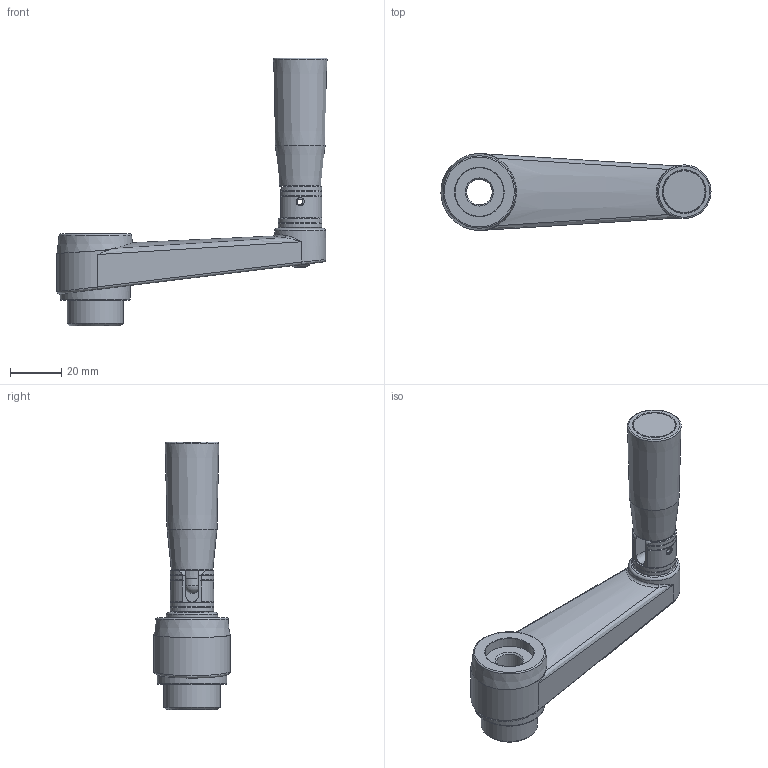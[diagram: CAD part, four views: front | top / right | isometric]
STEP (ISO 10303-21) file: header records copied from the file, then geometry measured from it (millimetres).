
FILE_DESCRIPTION( ( 'Unknown' ), '1' );
FILE_NAME( '6384330_MHP080_PGR.stp', 'Unknown', ( 'Unknown' ), ( 'Unknown' ), 'PSStep 11.0', 'Unknown', ' ' );
FILE_SCHEMA( ( 'AUTOMOTIVE_DESIGN { 1 0 10303 214 1 1 1 1 }' ) );
Length unit declared in the file: millimetre
Products named in the file (1): 1833030
Bounding box: 105.49 x 29.97 x 104.6 mm (x, y, z)
Volume: 45920.1 mm3; surface area: 26491.7 mm2
Topology: 1 solids, 5 shells, 396 faces, 1065 edges, 671 vertices
Faces by surface type: plane 175, cylinder 135, bspline 36, cone 32, torus 17, sphere 1
Full cylindrical faces by diameter (mm): 2.2 x1, 2.5 x1, 3.2 x2, 3.5 x1, 4.134 x1, 5 x1, 5.5 x1, 6.4 x2, 6.5 x1, 7 x1, 8.2 x1, 9 x2, 10 x2, 10.7 x1, 10.75 x1, 12 x1, 12.85 x1, 16.7 x1, 16.708 x1, 17 x2, 19 x1, 20 x1, 22 x1, 27.306 x1
Entity records: 22870 total; most frequent: CARTESIAN_POINT 10459, ORIENTED_EDGE 1932, DIRECTION 1860, EDGE_CURVE 966, AXIS2_PLACEMENT_3D 725, VERTEX_POINT 635, EDGE_LOOP 481, FACE_OUTER_BOUND 436
